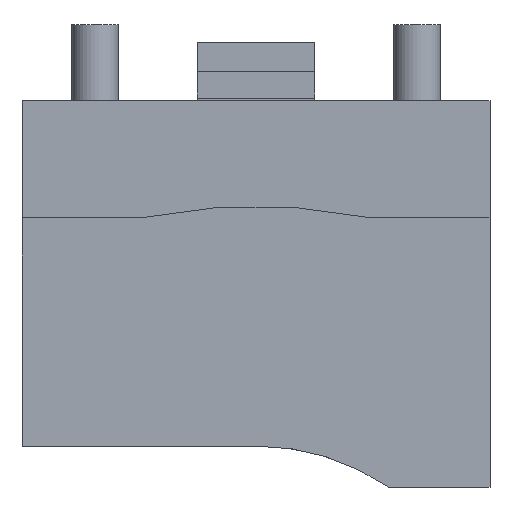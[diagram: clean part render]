
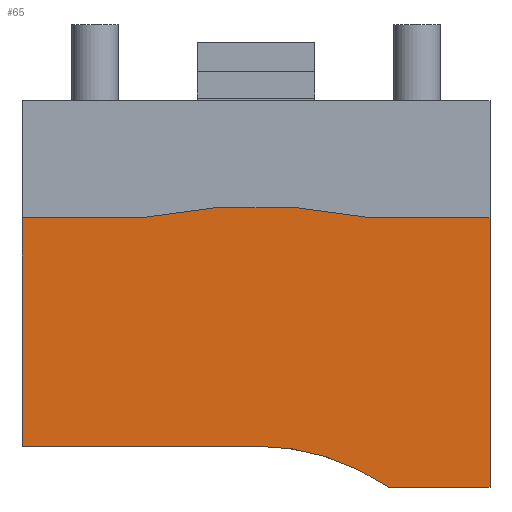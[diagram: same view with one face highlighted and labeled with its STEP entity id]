
A CAD part, left-side view. The second image highlights one B-rep face of the part: STEP entity #65.
In plain terms, the highlighted planar face has unit normal (-1, 0, 0).
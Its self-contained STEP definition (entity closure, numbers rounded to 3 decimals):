
#49=CIRCLE('',#760,40.);
#50=CIRCLE('',#761,100.);
#65=ADVANCED_FACE('',(#135),#102,.F.);
#102=PLANE('',#762);
#135=FACE_OUTER_BOUND('',#169,.T.);
#169=EDGE_LOOP('',(#252,#253,#254,#255,#256,#257,#258,#259));
#252=ORIENTED_EDGE('',*,*,#495,.T.);
#253=ORIENTED_EDGE('',*,*,#496,.T.);
#254=ORIENTED_EDGE('',*,*,#497,.T.);
#255=ORIENTED_EDGE('',*,*,#492,.F.);
#256=ORIENTED_EDGE('',*,*,#498,.F.);
#257=ORIENTED_EDGE('',*,*,#499,.T.);
#258=ORIENTED_EDGE('',*,*,#500,.F.);
#259=ORIENTED_EDGE('',*,*,#501,.T.);
#422=VERTEX_POINT('',#1066);
#423=VERTEX_POINT('',#1067);
#424=VERTEX_POINT('',#1072);
#425=VERTEX_POINT('',#1073);
#426=VERTEX_POINT('',#1075);
#427=VERTEX_POINT('',#1078);
#428=VERTEX_POINT('',#1080);
#429=VERTEX_POINT('',#1082);
#492=EDGE_CURVE('',#422,#423,#584,.T.);
#495=EDGE_CURVE('',#424,#425,#587,.T.);
#496=EDGE_CURVE('',#425,#426,#588,.T.);
#497=EDGE_CURVE('',#426,#423,#49,.T.);
#498=EDGE_CURVE('',#427,#422,#589,.T.);
#499=EDGE_CURVE('',#427,#428,#590,.T.);
#500=EDGE_CURVE('',#429,#428,#50,.T.);
#501=EDGE_CURVE('',#429,#424,#591,.T.);
#584=LINE('',#1065,#668);
#587=LINE('',#1071,#671);
#588=LINE('',#1074,#672);
#589=LINE('',#1077,#673);
#590=LINE('',#1079,#674);
#591=LINE('',#1083,#675);
#668=VECTOR('',#858,1.);
#671=VECTOR('',#863,1.);
#672=VECTOR('',#864,1.);
#673=VECTOR('',#867,1.);
#674=VECTOR('',#868,1.);
#675=VECTOR('',#871,1.);
#760=AXIS2_PLACEMENT_3D('',#1076,#865,#866);
#761=AXIS2_PLACEMENT_3D('',#1081,#869,#870);
#762=AXIS2_PLACEMENT_3D('',#1084,#872,#873);
#858=DIRECTION('',(0.,1.,0.));
#863=DIRECTION('',(0.,0.,-1.));
#864=DIRECTION('',(0.,-1.,0.));
#865=DIRECTION('',(1.,0.,0.));
#866=DIRECTION('',(0.,0.,-1.));
#867=DIRECTION('',(0.,0.,-1.));
#868=DIRECTION('',(0.,1.,0.));
#869=DIRECTION('',(1.,0.,0.));
#870=DIRECTION('',(0.,1.,0.));
#871=DIRECTION('',(0.,1.,0.));
#872=DIRECTION('',(1.,0.,0.));
#873=DIRECTION('',(0.,0.,1.));
#1065=CARTESIAN_POINT('',(3.,-40.,-66.));
#1066=CARTESIAN_POINT('',(3.,-40.,-66.));
#1067=CARTESIAN_POINT('',(3.,-22.605,-66.));
#1071=CARTESIAN_POINT('',(3.,40.,-20.));
#1072=CARTESIAN_POINT('',(3.,40.,-20.));
#1073=CARTESIAN_POINT('',(3.,40.,-59.));
#1074=CARTESIAN_POINT('',(3.,-40.,-59.));
#1075=CARTESIAN_POINT('',(3.,0.,-59.));
#1076=CARTESIAN_POINT('',(3.,0.,-99.));
#1077=CARTESIAN_POINT('',(3.,-40.,-20.));
#1078=CARTESIAN_POINT('',(3.,-40.,-20.));
#1079=CARTESIAN_POINT('',(3.,-40.,-20.));
#1080=CARTESIAN_POINT('',(3.,-19.9,-20.));
#1081=CARTESIAN_POINT('',(3.,0.,-118.));
#1082=CARTESIAN_POINT('',(3.,19.9,-20.));
#1083=CARTESIAN_POINT('',(3.,-40.,-20.));
#1084=CARTESIAN_POINT('',(3.,-40.,-20.));
